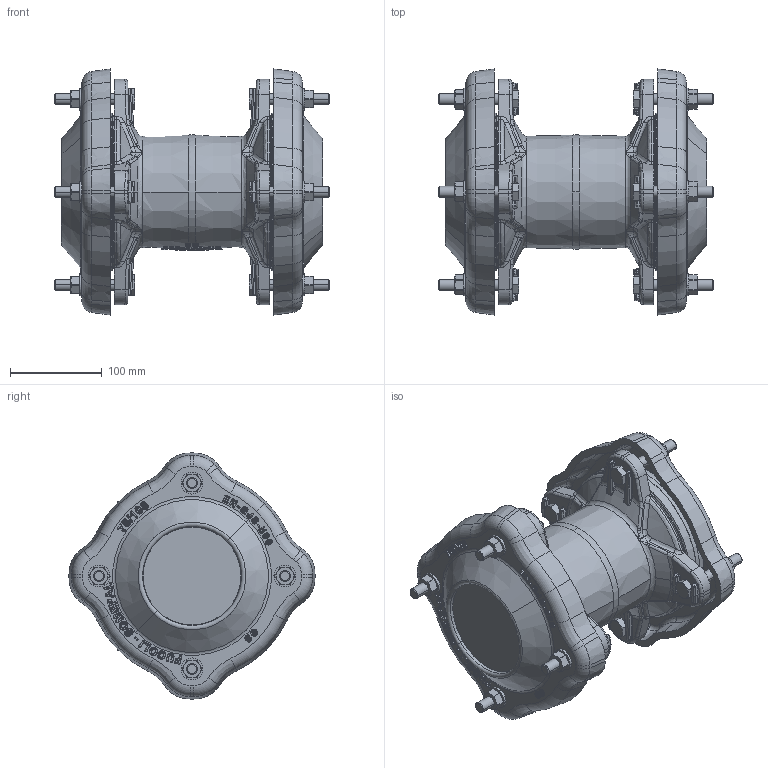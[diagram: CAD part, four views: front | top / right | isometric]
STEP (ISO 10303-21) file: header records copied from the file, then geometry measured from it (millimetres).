
FILE_DESCRIPTION (( 'STEP AP214' ), '1' );
FILE_NAME ('CONJUNTO_JM_COM GARRAS_MED 78-103.STEP', '2014-09-12T15:32:04', ( '' ), ( '' ), 'SwSTEP 2.0', 'SolidWorks 2014', '' );
FILE_SCHEMA (( 'AUTOMOTIVE_DESIGN' ));
Length unit declared in the file: millimetre
Products named in the file (1): CONJUNTO_JM_COM GARRAS_MED 78-103
Bounding box: 299.57 x 268.71 x 268.71 mm (x, y, z)
Volume: 5562022.9 mm3; surface area: 447515 mm2
Topology: 31 solids, 31 shells, 3808 faces, 9387 edges, 5748 vertices
Faces by surface type: bspline 2119, plane 725, cone 406, cylinder 276, torus 218, sphere 64
Entity records: 310038 total; most frequent: CARTESIAN_POINT 196273, ORIENTED_EDGE 18742, EDGE_CURVE 9371, DIRECTION 8538, B_SPLINE_CURVE_WITH_KNOTS 5844, VERTEX_POINT 5748, EDGE_LOOP 4003, FACE_OUTER_BOUND 3808
